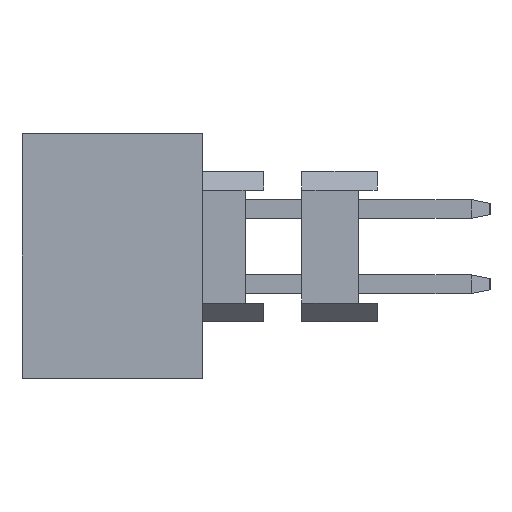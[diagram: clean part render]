
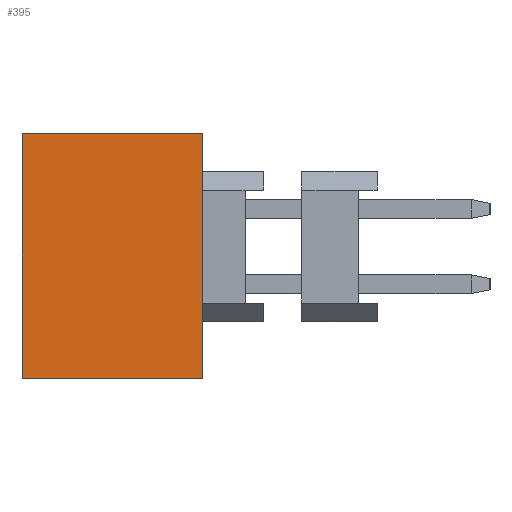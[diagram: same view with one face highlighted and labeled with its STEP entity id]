
A CAD part, left-side view. The second image highlights one B-rep face of the part: STEP entity #395.
In plain terms, the highlighted planar face has unit normal (-1, 0, 0).
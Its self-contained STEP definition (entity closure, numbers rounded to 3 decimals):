
#27=CARTESIAN_POINT('',(0.,0.,0.));
#28=VERTEX_POINT('',#27);
#38=CARTESIAN_POINT('',(0.,0.,-6.5));
#39=VERTEX_POINT('',#38);
#40=CARTESIAN_POINT('',(0.,0.,0.));
#41=CARTESIAN_POINT('',(0.,0.,-1.3));
#42=CARTESIAN_POINT('',(0.,0.,-2.6));
#43=CARTESIAN_POINT('',(0.,0.,-3.9));
#44=CARTESIAN_POINT('',(0.,0.,-5.2));
#45=CARTESIAN_POINT('',(0.,0.,-6.5));
#46=B_SPLINE_CURVE_WITH_KNOTS('',5,(#40,#41,#42,#43,#44,#45),.UNSPECIFIED.,.F.,.U.,(6,6),(0.,6.5),.UNSPECIFIED.);
#47=EDGE_CURVE('',#28,#39,#46,.T.);
#245=CARTESIAN_POINT('',(0.,4.8,0.));
#246=VERTEX_POINT('',#245);
#256=CARTESIAN_POINT('',(0.,4.8,0.));
#257=CARTESIAN_POINT('',(0.,3.84,0.));
#258=CARTESIAN_POINT('',(0.,2.88,0.));
#259=CARTESIAN_POINT('',(0.,1.92,0.));
#260=CARTESIAN_POINT('',(0.,0.96,0.));
#261=CARTESIAN_POINT('',(0.,0.,0.));
#262=B_SPLINE_CURVE_WITH_KNOTS('',5,(#256,#257,#258,#259,#260,#261),.UNSPECIFIED.,.F.,.U.,(6,6),(0.,4.8),.UNSPECIFIED.);
#263=EDGE_CURVE('',#246,#28,#262,.T.);
#366=CARTESIAN_POINT('',(0.,2.4,-3.25));
#367=DIRECTION('',(0.,0.,1.));
#368=DIRECTION('',(-1.,0.,0.));
#369=AXIS2_PLACEMENT_3D('',#366,#368,#367);
#370=PLANE('',#369);
#371=ORIENTED_EDGE('',*,*,#263,.F.);
#372=CARTESIAN_POINT('',(0.,4.8,-6.5));
#373=VERTEX_POINT('',#372);
#374=CARTESIAN_POINT('',(0.,4.8,0.));
#375=CARTESIAN_POINT('',(0.,4.8,-1.3));
#376=CARTESIAN_POINT('',(0.,4.8,-2.6));
#377=CARTESIAN_POINT('',(0.,4.8,-3.9));
#378=CARTESIAN_POINT('',(0.,4.8,-5.2));
#379=CARTESIAN_POINT('',(0.,4.8,-6.5));
#380=B_SPLINE_CURVE_WITH_KNOTS('',5,(#374,#375,#376,#377,#378,#379),.UNSPECIFIED.,.F.,.U.,(6,6),(0.,6.5),.UNSPECIFIED.);
#381=EDGE_CURVE('',#246,#373,#380,.T.);
#382=ORIENTED_EDGE('',*,*,#381,.T.);
#383=CARTESIAN_POINT('',(0.,4.8,-6.5));
#384=CARTESIAN_POINT('',(0.,3.84,-6.5));
#385=CARTESIAN_POINT('',(0.,2.88,-6.5));
#386=CARTESIAN_POINT('',(0.,1.92,-6.5));
#387=CARTESIAN_POINT('',(0.,0.96,-6.5));
#388=CARTESIAN_POINT('',(0.,0.,-6.5));
#389=B_SPLINE_CURVE_WITH_KNOTS('',5,(#383,#384,#385,#386,#387,#388),.UNSPECIFIED.,.F.,.U.,(6,6),(0.,4.8),.UNSPECIFIED.);
#390=EDGE_CURVE('',#373,#39,#389,.T.);
#391=ORIENTED_EDGE('',*,*,#390,.T.);
#392=ORIENTED_EDGE('',*,*,#47,.F.);
#393=EDGE_LOOP('',(#371,#382,#391,#392));
#394=FACE_OUTER_BOUND('',#393,.T.);
#395=ADVANCED_FACE('',(#394),#370,.T.);
